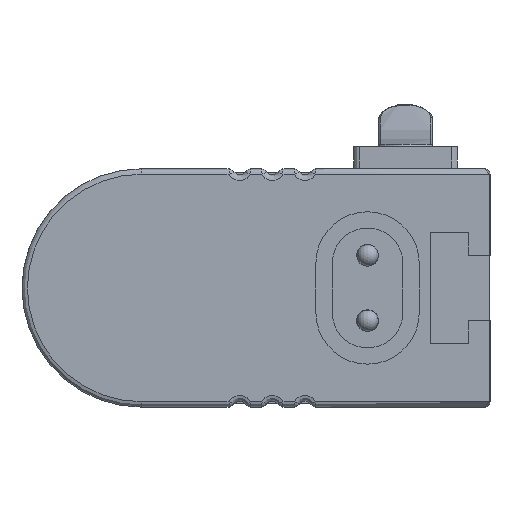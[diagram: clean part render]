
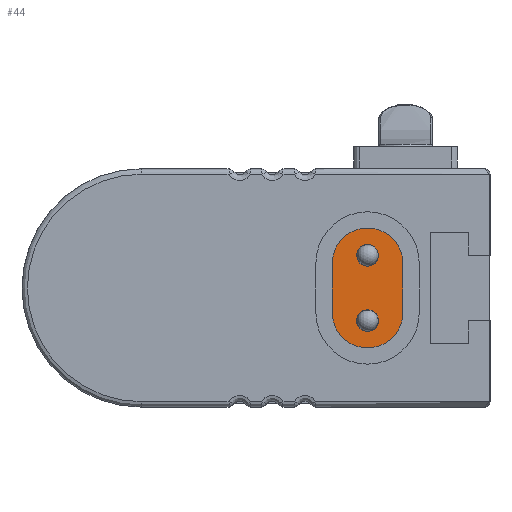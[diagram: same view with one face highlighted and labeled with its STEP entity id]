
A CAD part, left-side view. The second image highlights one B-rep face of the part: STEP entity #44.
In plain terms, the highlighted planar face has unit normal (-1, 0, 0).
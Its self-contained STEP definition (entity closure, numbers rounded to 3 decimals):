
#16 = AXIS2_PLACEMENT_3D ( 'NONE', #3755, #5584, #1903 ) ;
#44 = ADVANCED_FACE ( 'NONE', ( #6422, #3162, #1493 ), #6156, .T. ) ;
#248 = CARTESIAN_POINT ( 'NONE',  ( -601.5, 11.25, -3. ) ) ;
#391 = VECTOR ( 'NONE', #2168, 1000. ) ;
#605 = ORIENTED_EDGE ( 'NONE', *, *, #6243, .T. ) ;
#755 = DIRECTION ( 'NONE',  ( -1., 0., 0. ) ) ;
#858 = DIRECTION ( 'NONE',  ( 0., 0., 1. ) ) ;
#902 = EDGE_CURVE ( 'NONE', #7463, #1651, #6980, .T. ) ;
#1169 = CARTESIAN_POINT ( 'NONE',  ( -601.5, 8., -2.25 ) ) ;
#1340 = DIRECTION ( 'NONE',  ( -1., 0., 0. ) ) ;
#1430 = EDGE_CURVE ( 'NONE', #2175, #2175, #2581, .T. ) ;
#1493 = FACE_BOUND ( 'NONE', #6911, .T. ) ;
#1588 = LINE ( 'NONE', #1169, #6521 ) ;
#1651 = VERTEX_POINT ( 'NONE', #1821 ) ;
#1677 = ORIENTED_EDGE ( 'NONE', *, *, #7375, .T. ) ;
#1756 = AXIS2_PLACEMENT_3D ( 'NONE', #5039, #1340, #5665 ) ;
#1816 = AXIS2_PLACEMENT_3D ( 'NONE', #1916, #6233, #2535 ) ;
#1821 = CARTESIAN_POINT ( 'NONE',  ( -601.5, 14.5, -2.25 ) ) ;
#1903 = DIRECTION ( 'NONE',  ( 0., 0., -1. ) ) ;
#1916 = CARTESIAN_POINT ( 'NONE',  ( -601.5, 11.25, 2.25 ) ) ;
#2168 = DIRECTION ( 'NONE',  ( 0., 0., -1. ) ) ;
#2175 = VERTEX_POINT ( 'NONE', #3806 ) ;
#2426 = AXIS2_PLACEMENT_3D ( 'NONE', #248, #4582, #858 ) ;
#2535 = DIRECTION ( 'NONE',  ( 0., 0., 1. ) ) ;
#2581 = CIRCLE ( 'NONE', #2426, 1. ) ;
#2726 = CARTESIAN_POINT ( 'NONE',  ( -601.5, 8., 2.25 ) ) ;
#3162 = FACE_OUTER_BOUND ( 'NONE', #7722, .T. ) ;
#3226 = CARTESIAN_POINT ( 'NONE',  ( -601.5, 11.25, 2. ) ) ;
#3238 = CIRCLE ( 'NONE', #4864, 1. ) ;
#3299 = EDGE_CURVE ( 'NONE', #6887, #6887, #3238, .T. ) ;
#3378 = EDGE_LOOP ( 'NONE', ( #6803 ) ) ;
#3755 = CARTESIAN_POINT ( 'NONE',  ( -601.5, 32.05, 0. ) ) ;
#3806 = CARTESIAN_POINT ( 'NONE',  ( -601.5, 11.25, -2. ) ) ;
#4116 = CIRCLE ( 'NONE', #1816, 3.25 ) ;
#4227 = CIRCLE ( 'NONE', #1756, 3.25 ) ;
#4254 = VERTEX_POINT ( 'NONE', #4897 ) ;
#4476 = CARTESIAN_POINT ( 'NONE',  ( -601.5, 11.25, 3. ) ) ;
#4582 = DIRECTION ( 'NONE',  ( -1., 0., 0. ) ) ;
#4771 = ORIENTED_EDGE ( 'NONE', *, *, #902, .T. ) ;
#4849 = ORIENTED_EDGE ( 'NONE', *, *, #3299, .F. ) ;
#4864 = AXIS2_PLACEMENT_3D ( 'NONE', #4476, #755, #5105 ) ;
#4897 = CARTESIAN_POINT ( 'NONE',  ( -601.5, 8., -2.25 ) ) ;
#5039 = CARTESIAN_POINT ( 'NONE',  ( -601.5, 11.25, -2.25 ) ) ;
#5066 = VERTEX_POINT ( 'NONE', #2726 ) ;
#5074 = CARTESIAN_POINT ( 'NONE',  ( -601.5, 14.5, 2.25 ) ) ;
#5105 = DIRECTION ( 'NONE',  ( 0., 0., -1. ) ) ;
#5498 = DIRECTION ( 'NONE',  ( 0., 0., 1. ) ) ;
#5584 = DIRECTION ( 'NONE',  ( -1., 0., 0. ) ) ;
#5665 = DIRECTION ( 'NONE',  ( 0., 0., 1. ) ) ;
#6156 = PLANE ( 'NONE',  #16 ) ;
#6233 = DIRECTION ( 'NONE',  ( -1., 0., 0. ) ) ;
#6243 = EDGE_CURVE ( 'NONE', #1651, #4254, #4227, .T. ) ;
#6422 = FACE_BOUND ( 'NONE', #3378, .T. ) ;
#6521 = VECTOR ( 'NONE', #5498, 1000. ) ;
#6803 = ORIENTED_EDGE ( 'NONE', *, *, #1430, .F. ) ;
#6887 = VERTEX_POINT ( 'NONE', #3226 ) ;
#6911 = EDGE_LOOP ( 'NONE', ( #4849 ) ) ;
#6980 = LINE ( 'NONE', #7095, #391 ) ;
#7095 = CARTESIAN_POINT ( 'NONE',  ( -601.5, 14.5, -2.25 ) ) ;
#7226 = ORIENTED_EDGE ( 'NONE', *, *, #7267, .T. ) ;
#7267 = EDGE_CURVE ( 'NONE', #4254, #5066, #1588, .T. ) ;
#7375 = EDGE_CURVE ( 'NONE', #5066, #7463, #4116, .T. ) ;
#7463 = VERTEX_POINT ( 'NONE', #5074 ) ;
#7722 = EDGE_LOOP ( 'NONE', ( #605, #7226, #1677, #4771 ) ) ;
